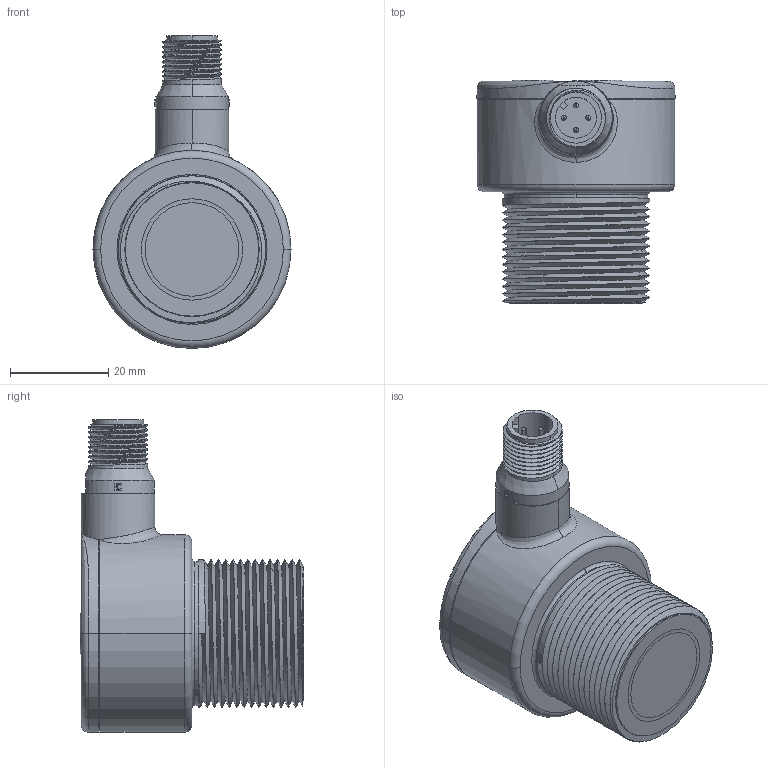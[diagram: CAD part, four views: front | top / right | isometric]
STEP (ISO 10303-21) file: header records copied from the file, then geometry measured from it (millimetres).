
FILE_DESCRIPTION((''),'2;1');
FILE_NAME('T30UX_ASM','2013-08-30T',('jrengel'),('BANNER ENGINEERING CORP.'),'PRO/ENGINEER BY PARAMETRIC TECHNOLOGY CORPORATION, 2012420','PRO/ENGINEER BY PARAMETRIC TECHNOLOGY CORPORATION, 2012420','');
FILE_SCHEMA(('CONFIG_CONTROL_DESIGN','SHAPE_APPEARANCE_LAYERS_GROUPS'));
Length unit declared in the file: millimetre
Products named in the file (16): MSBR-14; MSBR-13; MSBR-12; MSBR-11; MSBR-10; MSBR-9; MSBR-8; MSBR-7; MSBR-6; MSBR-5; MSBR-4; MSBR-3; MSBR-2; MSBR-1; _T30UX; T30UX_ASM
Assembly tree (15 placements, depth 2):
  T30UX_ASM
    MSBR-14
    MSBR-13
    MSBR-12
    MSBR-11
    MSBR-10
    MSBR-9
    MSBR-8
    MSBR-7
    MSBR-6
    MSBR-5
    MSBR-4
    MSBR-3
    MSBR-2
    MSBR-1
    _T30UX
Bounding box: 40.24 x 45.42 x 63.59 mm (x, y, z)
Volume: 18692.8 mm3; surface area: 31596 mm2
Topology: 14 solids, 14 shells, 485 faces, 1189 edges, 772 vertices
Faces by surface type: cylinder 211, plane 168, cone 41, torus 33, bspline 31, sphere 1
Entity records: 26496 total; most frequent: CARTESIAN_POINT 10311, DIRECTION 2460, ORIENTED_EDGE 2370, EDGE_CURVE 1185, AXIS2_PLACEMENT_3D 1006, VERTEX_POINT 772, PRESENTATION_STYLE_ASSIGNMENT 741, STYLED_ITEM 644
